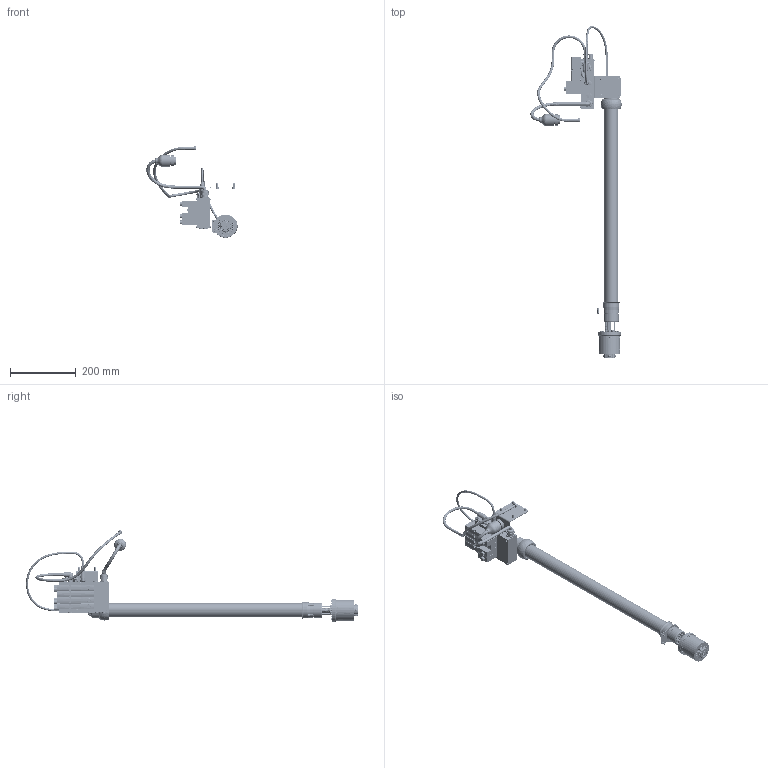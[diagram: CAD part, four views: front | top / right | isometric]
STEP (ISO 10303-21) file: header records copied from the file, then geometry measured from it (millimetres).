
FILE_DESCRIPTION (( 'STEP AP203' ), '1' );
FILE_NAME ('P2423.STEP', '2019-02-15T14:52:19', ( '' ), ( '' ), 'SwSTEP 2.0', 'SolidWorks 2017', '' );
FILE_SCHEMA (( 'CONFIG_CONTROL_DESIGN' ));
Products named in the file (1): P2423
Bounding box: 276.69 x 1006.18 x 277.25 mm (x, y, z)
Volume: 1579139.9 mm3; surface area: 687733.7 mm2
Topology: 136 solids, 146 shells, 5129 faces, 12370 edges, 7883 vertices
Faces by surface type: cylinder 1863, plane 1762, cone 681, bspline 519, torus 262, sphere 42
Entity records: 178553 total; most frequent: CARTESIAN_POINT 60618, ORIENTED_EDGE 24496, DIRECTION 24291, EDGE_CURVE 12248, AXIS2_PLACEMENT_3D 9486, VERTEX_POINT 7849, EDGE_LOOP 5857, VECTOR 5319
